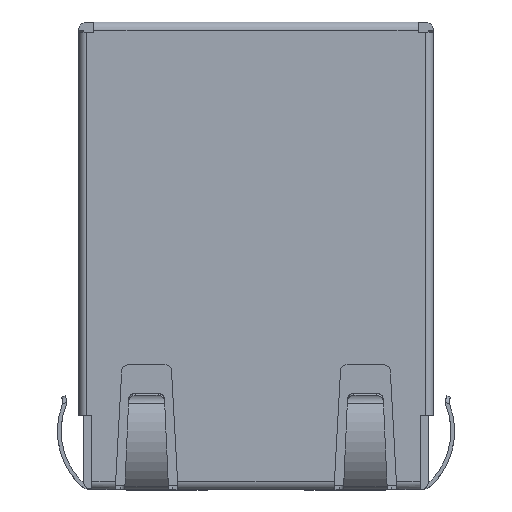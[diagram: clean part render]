
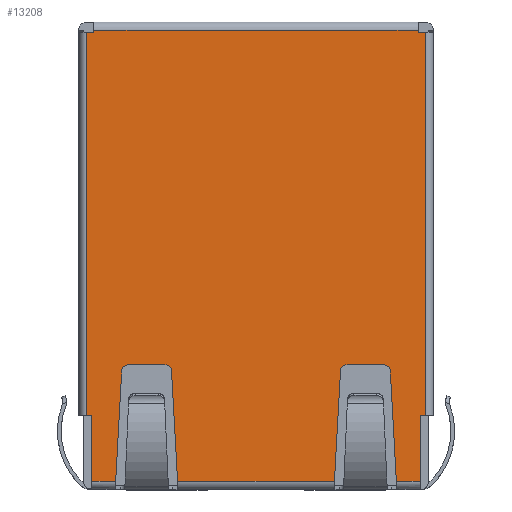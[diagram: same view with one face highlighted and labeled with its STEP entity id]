
A CAD part, top view. The second image highlights one B-rep face of the part: STEP entity #13208.
In plain terms, the highlighted planar face has unit normal (0, 0, 1).
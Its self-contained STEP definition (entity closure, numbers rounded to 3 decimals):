
#814=DIRECTION('',(-1.,0.,0.));
#815=VECTOR('',#814,0.322);
#816=CARTESIAN_POINT('',(7.73,20.728,14.1));
#817=LINE('',#816,#815);
#827=DIRECTION('',(-0.055,0.998,0.));
#828=VECTOR('',#827,5.054);
#829=CARTESIAN_POINT('',(6.416,0.19,14.1));
#830=LINE('',#829,#828);
#831=CARTESIAN_POINT('',(5.84,5.22,14.1));
#832=DIRECTION('',(0.,0.,1.));
#833=DIRECTION('',(0.998,0.055,0.));
#834=AXIS2_PLACEMENT_3D('',#831,#832,#833);
#836=DIRECTION('',(-1.,0.,0.));
#837=VECTOR('',#836,1.68);
#838=CARTESIAN_POINT('',(5.84,5.52,14.1));
#839=LINE('',#838,#837);
#840=CARTESIAN_POINT('',(4.16,5.22,14.1));
#841=DIRECTION('',(0.,0.,1.));
#842=DIRECTION('',(0.,1.,0.));
#843=AXIS2_PLACEMENT_3D('',#840,#841,#842);
#845=DIRECTION('',(-0.055,-0.998,0.));
#846=VECTOR('',#845,5.054);
#847=CARTESIAN_POINT('',(3.86,5.236,14.1));
#848=LINE('',#847,#846);
#849=DIRECTION('',(-0.055,0.998,0.));
#850=VECTOR('',#849,5.054);
#851=CARTESIAN_POINT('',(-3.584,0.19,14.1));
#852=LINE('',#851,#850);
#853=CARTESIAN_POINT('',(-4.16,5.22,14.1));
#854=DIRECTION('',(0.,0.,1.));
#855=DIRECTION('',(0.998,0.055,0.));
#856=AXIS2_PLACEMENT_3D('',#853,#854,#855);
#858=CARTESIAN_POINT('',(-5.84,5.22,14.1));
#859=DIRECTION('',(0.,0.,1.));
#860=DIRECTION('',(0.,1.,0.));
#861=AXIS2_PLACEMENT_3D('',#858,#859,#860);
#863=DIRECTION('',(-0.055,-0.998,0.));
#864=VECTOR('',#863,5.054);
#865=CARTESIAN_POINT('',(-6.14,5.236,14.1));
#866=LINE('',#865,#864);
#871=DIRECTION('',(1.,0.,0.));
#872=VECTOR('',#871,0.22);
#873=CARTESIAN_POINT('',(7.51,3.205,14.1));
#874=LINE('',#873,#872);
#893=DIRECTION('',(0.,1.,0.));
#894=VECTOR('',#893,3.015);
#895=CARTESIAN_POINT('',(7.51,0.19,14.1));
#896=LINE('',#895,#894);
#906=DIRECTION('',(1.,0.,0.));
#907=VECTOR('',#906,1.094);
#908=CARTESIAN_POINT('',(6.416,0.19,14.1));
#909=LINE('',#908,#907);
#1196=DIRECTION('',(1.,0.,0.));
#1197=VECTOR('',#1196,7.167);
#1198=CARTESIAN_POINT('',(-3.584,0.19,14.1));
#1199=LINE('',#1198,#1197);
#1441=DIRECTION('',(1.,0.,0.));
#1442=VECTOR('',#1441,1.094);
#1443=CARTESIAN_POINT('',(-7.51,0.19,14.1));
#1444=LINE('',#1443,#1442);
#3182=DIRECTION('',(0.,1.,0.));
#3183=VECTOR('',#3182,0.092);
#3184=CARTESIAN_POINT('',(7.409,20.728,14.1));
#3185=LINE('',#3184,#3183);
#3191=DIRECTION('',(-1.,0.,0.));
#3192=VECTOR('',#3191,4.909);
#3193=CARTESIAN_POINT('',(7.409,20.82,14.1));
#3194=LINE('',#3193,#3192);
#3195=DIRECTION('',(-1.,0.,0.));
#3196=VECTOR('',#3195,1.8);
#3197=CARTESIAN_POINT('',(2.5,20.82,14.1));
#3198=LINE('',#3197,#3196);
#3199=DIRECTION('',(-1.,0.,0.));
#3200=VECTOR('',#3199,8.109);
#3201=CARTESIAN_POINT('',(0.7,20.82,14.1));
#3202=LINE('',#3201,#3200);
#3212=DIRECTION('',(0.,-1.,0.));
#3213=VECTOR('',#3212,0.092);
#3214=CARTESIAN_POINT('',(-7.409,20.82,14.1));
#3215=LINE('',#3214,#3213);
#3224=DIRECTION('',(-1.,0.,0.));
#3225=VECTOR('',#3224,0.322);
#3226=CARTESIAN_POINT('',(-7.409,20.728,14.1));
#3227=LINE('',#3226,#3225);
#3481=DIRECTION('',(0.,-1.,0.));
#3482=VECTOR('',#3481,17.523);
#3483=CARTESIAN_POINT('',(-7.73,20.728,14.1));
#3484=LINE('',#3483,#3482);
#3489=DIRECTION('',(1.,0.,0.));
#3490=VECTOR('',#3489,0.22);
#3491=CARTESIAN_POINT('',(-7.73,3.205,14.1));
#3492=LINE('',#3491,#3490);
#3506=DIRECTION('',(0.,-1.,0.));
#3507=VECTOR('',#3506,3.015);
#3508=CARTESIAN_POINT('',(-7.51,3.205,14.1));
#3509=LINE('',#3508,#3507);
#5754=DIRECTION('',(1.,0.,0.));
#5755=VECTOR('',#5754,1.68);
#5756=CARTESIAN_POINT('',(-5.84,5.52,14.1));
#5757=LINE('',#5756,#5755);
#6542=DIRECTION('',(0.,1.,0.));
#6543=VECTOR('',#6542,17.523);
#6544=CARTESIAN_POINT('',(7.73,3.205,14.1));
#6545=LINE('',#6544,#6543);
#10034=CARTESIAN_POINT('',(7.73,20.728,14.1));
#10035=CARTESIAN_POINT('',(7.409,20.728,14.1));
#10036=VERTEX_POINT('',#10034);
#10037=VERTEX_POINT('',#10035);
#10044=CARTESIAN_POINT('',(7.51,3.205,14.1));
#10045=CARTESIAN_POINT('',(7.73,3.205,14.1));
#10046=VERTEX_POINT('',#10044);
#10047=VERTEX_POINT('',#10045);
#10048=CARTESIAN_POINT('',(7.51,0.19,14.1));
#10049=VERTEX_POINT('',#10048);
#10050=CARTESIAN_POINT('',(6.416,0.19,14.1));
#10051=VERTEX_POINT('',#10050);
#10052=CARTESIAN_POINT('',(6.14,5.236,14.1));
#10053=VERTEX_POINT('',#10052);
#10054=CARTESIAN_POINT('',(5.84,5.52,14.1));
#10055=VERTEX_POINT('',#10054);
#10056=CARTESIAN_POINT('',(4.16,5.52,14.1));
#10057=VERTEX_POINT('',#10056);
#10058=CARTESIAN_POINT('',(3.86,5.236,14.1));
#10059=VERTEX_POINT('',#10058);
#10060=CARTESIAN_POINT('',(3.584,0.19,14.1));
#10061=VERTEX_POINT('',#10060);
#10062=CARTESIAN_POINT('',(-3.584,0.19,14.1));
#10063=VERTEX_POINT('',#10062);
#10064=CARTESIAN_POINT('',(-3.86,5.236,14.1));
#10065=VERTEX_POINT('',#10064);
#10066=CARTESIAN_POINT('',(-4.16,5.52,14.1));
#10067=VERTEX_POINT('',#10066);
#10068=CARTESIAN_POINT('',(-5.84,5.52,14.1));
#10069=VERTEX_POINT('',#10068);
#10070=CARTESIAN_POINT('',(-6.14,5.236,14.1));
#10071=VERTEX_POINT('',#10070);
#10072=CARTESIAN_POINT('',(-6.416,0.19,14.1));
#10073=VERTEX_POINT('',#10072);
#10074=CARTESIAN_POINT('',(-7.51,0.19,14.1));
#10075=VERTEX_POINT('',#10074);
#10076=CARTESIAN_POINT('',(-7.51,3.205,14.1));
#10077=VERTEX_POINT('',#10076);
#10078=CARTESIAN_POINT('',(-7.73,3.205,14.1));
#10079=VERTEX_POINT('',#10078);
#10080=CARTESIAN_POINT('',(-7.73,20.728,14.1));
#10081=VERTEX_POINT('',#10080);
#10082=CARTESIAN_POINT('',(-7.409,20.728,14.1));
#10083=VERTEX_POINT('',#10082);
#10084=CARTESIAN_POINT('',(-7.409,20.82,14.1));
#10085=VERTEX_POINT('',#10084);
#10086=CARTESIAN_POINT('',(0.7,20.82,14.1));
#10087=VERTEX_POINT('',#10086);
#10088=CARTESIAN_POINT('',(2.5,20.82,14.1));
#10089=VERTEX_POINT('',#10088);
#10090=CARTESIAN_POINT('',(7.409,20.82,14.1));
#10091=VERTEX_POINT('',#10090);
#13150=CARTESIAN_POINT('',(0.,11.843,14.1));
#13151=DIRECTION('',(0.,0.,1.));
#13152=DIRECTION('',(0.,-1.,0.));
#13153=AXIS2_PLACEMENT_3D('',#13150,#13151,#13152);
#13154=PLANE('',#13153);
#13156=ORIENTED_EDGE('',*,*,#13155,.F.);
#13158=ORIENTED_EDGE('',*,*,#13157,.F.);
#13160=ORIENTED_EDGE('',*,*,#13159,.F.);
#13162=ORIENTED_EDGE('',*,*,#13161,.T.);
#13164=ORIENTED_EDGE('',*,*,#13163,.T.);
#13166=ORIENTED_EDGE('',*,*,#13165,.T.);
#13168=ORIENTED_EDGE('',*,*,#13167,.T.);
#13170=ORIENTED_EDGE('',*,*,#13169,.T.);
#13172=ORIENTED_EDGE('',*,*,#13171,.F.);
#13174=ORIENTED_EDGE('',*,*,#13173,.T.);
#13176=ORIENTED_EDGE('',*,*,#13175,.T.);
#13178=ORIENTED_EDGE('',*,*,#13177,.F.);
#13180=ORIENTED_EDGE('',*,*,#13179,.T.);
#13182=ORIENTED_EDGE('',*,*,#13181,.T.);
#13184=ORIENTED_EDGE('',*,*,#13183,.F.);
#13186=ORIENTED_EDGE('',*,*,#13185,.F.);
#13188=ORIENTED_EDGE('',*,*,#13187,.F.);
#13190=ORIENTED_EDGE('',*,*,#13189,.F.);
#13192=ORIENTED_EDGE('',*,*,#13191,.F.);
#13194=ORIENTED_EDGE('',*,*,#13193,.F.);
#13196=ORIENTED_EDGE('',*,*,#13195,.F.);
#13198=ORIENTED_EDGE('',*,*,#13197,.F.);
#13200=ORIENTED_EDGE('',*,*,#13199,.F.);
#13202=ORIENTED_EDGE('',*,*,#13201,.F.);
#13203=ORIENTED_EDGE('',*,*,#13134,.F.);
#13205=ORIENTED_EDGE('',*,*,#13204,.F.);
#13206=EDGE_LOOP('',(#13156,#13158,#13160,#13162,#13164,#13166,#13168,#13170,
#13172,#13174,#13176,#13178,#13180,#13182,#13184,#13186,#13188,#13190,#13192,
#13194,#13196,#13198,#13200,#13202,#13203,#13205));
#13207=FACE_OUTER_BOUND('',#13206,.F.);
#13208=ADVANCED_FACE('',(#13207),#13154,.T.);
#835=CIRCLE('',#834,0.3);
#844=CIRCLE('',#843,0.3);
#857=CIRCLE('',#856,0.3);
#862=CIRCLE('',#861,0.3);
#13134=EDGE_CURVE('',#10036,#10037,#817,.T.);
#13155=EDGE_CURVE('',#10046,#10047,#874,.T.);
#13157=EDGE_CURVE('',#10049,#10046,#896,.T.);
#13159=EDGE_CURVE('',#10051,#10049,#909,.T.);
#13161=EDGE_CURVE('',#10051,#10053,#830,.T.);
#13163=EDGE_CURVE('',#10053,#10055,#835,.T.);
#13165=EDGE_CURVE('',#10055,#10057,#839,.T.);
#13167=EDGE_CURVE('',#10057,#10059,#844,.T.);
#13169=EDGE_CURVE('',#10059,#10061,#848,.T.);
#13171=EDGE_CURVE('',#10063,#10061,#1199,.T.);
#13173=EDGE_CURVE('',#10063,#10065,#852,.T.);
#13175=EDGE_CURVE('',#10065,#10067,#857,.T.);
#13177=EDGE_CURVE('',#10069,#10067,#5757,.T.);
#13179=EDGE_CURVE('',#10069,#10071,#862,.T.);
#13181=EDGE_CURVE('',#10071,#10073,#866,.T.);
#13183=EDGE_CURVE('',#10075,#10073,#1444,.T.);
#13185=EDGE_CURVE('',#10077,#10075,#3509,.T.);
#13187=EDGE_CURVE('',#10079,#10077,#3492,.T.);
#13189=EDGE_CURVE('',#10081,#10079,#3484,.T.);
#13191=EDGE_CURVE('',#10083,#10081,#3227,.T.);
#13193=EDGE_CURVE('',#10085,#10083,#3215,.T.);
#13195=EDGE_CURVE('',#10087,#10085,#3202,.T.);
#13197=EDGE_CURVE('',#10089,#10087,#3198,.T.);
#13199=EDGE_CURVE('',#10091,#10089,#3194,.T.);
#13201=EDGE_CURVE('',#10037,#10091,#3185,.T.);
#13204=EDGE_CURVE('',#10047,#10036,#6545,.T.);
